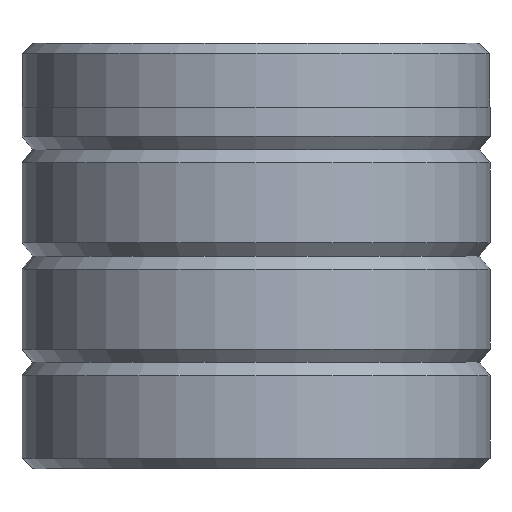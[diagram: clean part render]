
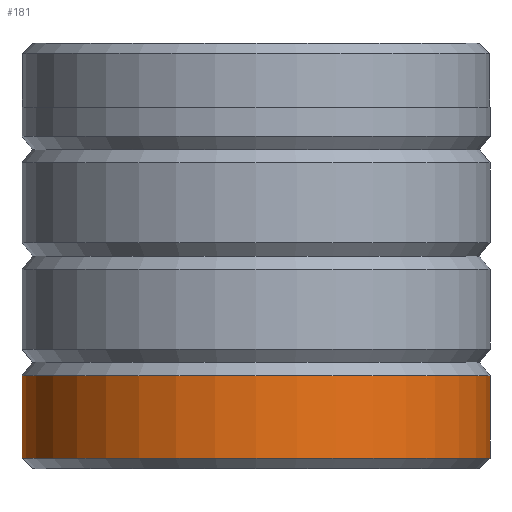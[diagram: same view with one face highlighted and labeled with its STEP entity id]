
A CAD part, front view. The second image highlights one B-rep face of the part: STEP entity #181.
In plain terms, the highlighted cylindrical face has radius 11 mm (diameter 22 mm), a partial arc.
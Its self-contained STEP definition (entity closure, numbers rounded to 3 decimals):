
#15 = VERTEX_POINT ( 'NONE', #1593 ) ;
#32 = CARTESIAN_POINT ( 'NONE',  ( 0., 0., 4.375 ) ) ;
#57 = EDGE_CURVE ( 'NONE', #1304, #1372, #1655, .T. ) ;
#106 = AXIS2_PLACEMENT_3D ( 'NONE', #1445, #1722, #717 ) ;
#121 = CARTESIAN_POINT ( 'NONE',  ( 11., 0., 20. ) ) ;
#172 = DIRECTION ( 'NONE',  ( -1., 0., 0. ) ) ;
#181 = ADVANCED_FACE ( 'NONE', ( #894 ), #1167, .T. ) ;
#203 = DIRECTION ( 'NONE',  ( 1., 0., 0. ) ) ;
#221 = DIRECTION ( 'NONE',  ( 0., 0., 1. ) ) ;
#294 = VECTOR ( 'NONE', #1346, 1000. ) ;
#330 = CARTESIAN_POINT ( 'NONE',  ( 0., 0., 0.5 ) ) ;
#334 = LINE ( 'NONE', #1437, #1361 ) ;
#645 = LINE ( 'NONE', #121, #294 ) ;
#664 = EDGE_LOOP ( 'NONE', ( #921, #1453, #1742, #1521 ) ) ;
#717 = DIRECTION ( 'NONE',  ( -1., 0., 0. ) ) ;
#752 = DIRECTION ( 'NONE',  ( 0., 0., -1. ) ) ;
#894 = FACE_OUTER_BOUND ( 'NONE', #664, .T. ) ;
#907 = EDGE_CURVE ( 'NONE', #15, #1372, #645, .T. ) ;
#921 = ORIENTED_EDGE ( 'NONE', *, *, #907, .F. ) ;
#980 = DIRECTION ( 'NONE',  ( 0., 0., -1. ) ) ;
#1048 = AXIS2_PLACEMENT_3D ( 'NONE', #330, #221, #203 ) ;
#1127 = CARTESIAN_POINT ( 'NONE',  ( -11., 0., 0.5 ) ) ;
#1133 = CARTESIAN_POINT ( 'NONE',  ( 11., 0., 0.5 ) ) ;
#1135 = VERTEX_POINT ( 'NONE', #1770 ) ;
#1167 = CYLINDRICAL_SURFACE ( 'NONE', #106, 11. ) ;
#1229 = CIRCLE ( 'NONE', #1661, 11. ) ;
#1279 = EDGE_CURVE ( 'NONE', #15, #1135, #1229, .T. ) ;
#1304 = VERTEX_POINT ( 'NONE', #1127 ) ;
#1346 = DIRECTION ( 'NONE',  ( 0., 0., -1. ) ) ;
#1361 = VECTOR ( 'NONE', #752, 1000. ) ;
#1372 = VERTEX_POINT ( 'NONE', #1133 ) ;
#1437 = CARTESIAN_POINT ( 'NONE',  ( -11., 0., 20. ) ) ;
#1445 = CARTESIAN_POINT ( 'NONE',  ( 0., 0., 20. ) ) ;
#1453 = ORIENTED_EDGE ( 'NONE', *, *, #1279, .T. ) ;
#1460 = EDGE_CURVE ( 'NONE', #1135, #1304, #334, .T. ) ;
#1521 = ORIENTED_EDGE ( 'NONE', *, *, #57, .T. ) ;
#1593 = CARTESIAN_POINT ( 'NONE',  ( 11., 0., 4.375 ) ) ;
#1655 = CIRCLE ( 'NONE', #1048, 11. ) ;
#1661 = AXIS2_PLACEMENT_3D ( 'NONE', #32, #980, #172 ) ;
#1722 = DIRECTION ( 'NONE',  ( 0., 0., -1. ) ) ;
#1742 = ORIENTED_EDGE ( 'NONE', *, *, #1460, .T. ) ;
#1770 = CARTESIAN_POINT ( 'NONE',  ( -11., 0., 4.375 ) ) ;
